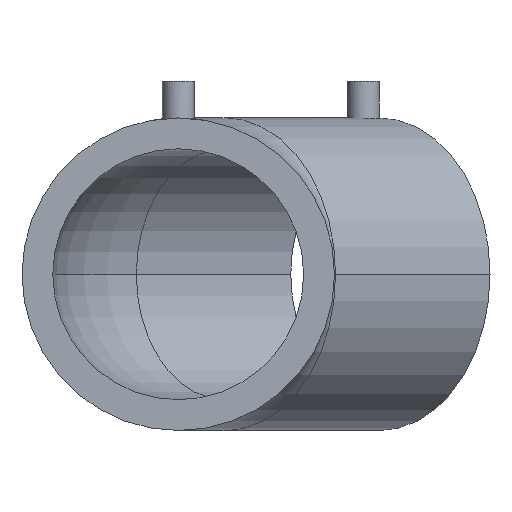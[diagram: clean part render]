
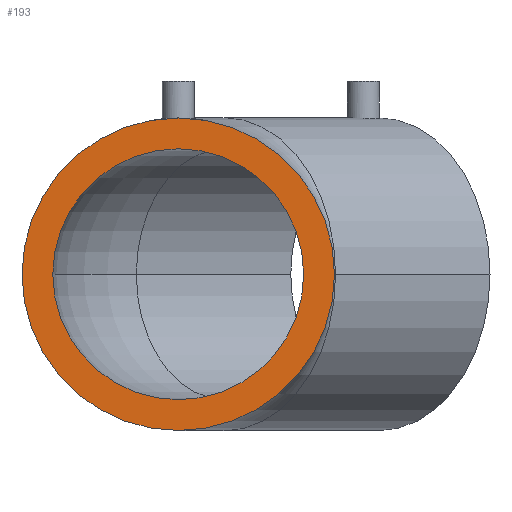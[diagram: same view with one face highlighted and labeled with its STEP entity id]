
A CAD part, front view. The second image highlights one B-rep face of the part: STEP entity #193.
In plain terms, the highlighted planar face has unit normal (0, -1, 0).
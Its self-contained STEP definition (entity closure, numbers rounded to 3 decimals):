
#38 = DIRECTION ( 'NONE',  ( 0., 0., 1. ) ) ;
#42 = DIRECTION ( 'NONE',  ( 0., 0., 1. ) ) ;
#72 = AXIS2_PLACEMENT_3D ( 'NONE', #527, #448, #38 ) ;
#73 = EDGE_CURVE ( 'NONE', #944, #853, #326, .T. ) ;
#83 = DIRECTION ( 'NONE',  ( 0., -1., 0. ) ) ;
#121 = DIRECTION ( 'NONE',  ( 0., 1., 0. ) ) ;
#152 = VERTEX_POINT ( 'NONE', #164 ) ;
#164 = CARTESIAN_POINT ( 'NONE',  ( 68.5, 0., 0. ) ) ;
#193 = ADVANCED_FACE ( 'NONE', ( #442, #274 ), #610, .F. ) ;
#274 = FACE_OUTER_BOUND ( 'NONE', #1056, .T. ) ;
#278 = ORIENTED_EDGE ( 'NONE', *, *, #450, .F. ) ;
#326 = CIRCLE ( 'NONE', #1045, 55. ) ;
#349 = AXIS2_PLACEMENT_3D ( 'NONE', #813, #837, #674 ) ;
#403 = DIRECTION ( 'NONE',  ( 0., 0., 1. ) ) ;
#418 = CARTESIAN_POINT ( 'NONE',  ( -68.5, 0., 0. ) ) ;
#422 = EDGE_CURVE ( 'NONE', #152, #642, #431, .T. ) ;
#431 = CIRCLE ( 'NONE', #72, 68.5 ) ;
#435 = DIRECTION ( 'NONE',  ( 0., 0., 1. ) ) ;
#442 = FACE_BOUND ( 'NONE', #1050, .T. ) ;
#448 = DIRECTION ( 'NONE',  ( 0., 1., 0. ) ) ;
#450 = EDGE_CURVE ( 'NONE', #642, #152, #990, .T. ) ;
#527 = CARTESIAN_POINT ( 'NONE',  ( 0., 0., 0. ) ) ;
#572 = ORIENTED_EDGE ( 'NONE', *, *, #870, .F. ) ;
#610 = PLANE ( 'NONE',  #722 ) ;
#642 = VERTEX_POINT ( 'NONE', #418 ) ;
#674 = DIRECTION ( 'NONE',  ( 0., 0., 1. ) ) ;
#699 = CARTESIAN_POINT ( 'NONE',  ( 0., 0., 0. ) ) ;
#722 = AXIS2_PLACEMENT_3D ( 'NONE', #772, #943, #435 ) ;
#733 = ORIENTED_EDGE ( 'NONE', *, *, #73, .F. ) ;
#753 = CARTESIAN_POINT ( 'NONE',  ( 0., 0., 0. ) ) ;
#772 = CARTESIAN_POINT ( 'NONE',  ( 0., 0., 0. ) ) ;
#780 = AXIS2_PLACEMENT_3D ( 'NONE', #699, #121, #42 ) ;
#811 = CIRCLE ( 'NONE', #349, 55. ) ;
#813 = CARTESIAN_POINT ( 'NONE',  ( 0., 0., 0. ) ) ;
#819 = CARTESIAN_POINT ( 'NONE',  ( -55., 0., 0. ) ) ;
#837 = DIRECTION ( 'NONE',  ( 0., -1., 0. ) ) ;
#853 = VERTEX_POINT ( 'NONE', #819 ) ;
#870 = EDGE_CURVE ( 'NONE', #853, #944, #811, .T. ) ;
#896 = CARTESIAN_POINT ( 'NONE',  ( 55., 0., 0. ) ) ;
#943 = DIRECTION ( 'NONE',  ( 0., 1., 0. ) ) ;
#944 = VERTEX_POINT ( 'NONE', #896 ) ;
#968 = ORIENTED_EDGE ( 'NONE', *, *, #422, .F. ) ;
#990 = CIRCLE ( 'NONE', #780, 68.5 ) ;
#1045 = AXIS2_PLACEMENT_3D ( 'NONE', #753, #83, #403 ) ;
#1050 = EDGE_LOOP ( 'NONE', ( #572, #733 ) ) ;
#1056 = EDGE_LOOP ( 'NONE', ( #278, #968 ) ) ;
